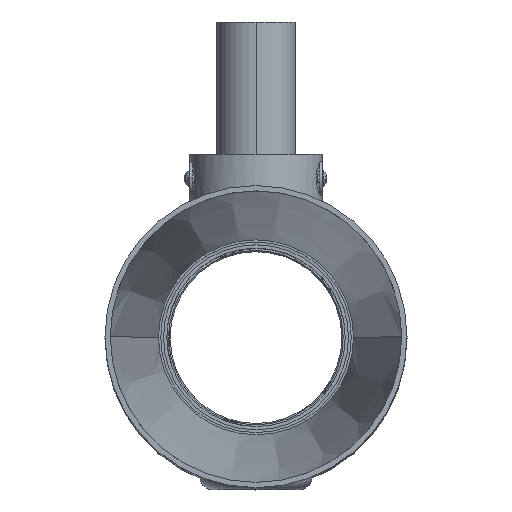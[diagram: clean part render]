
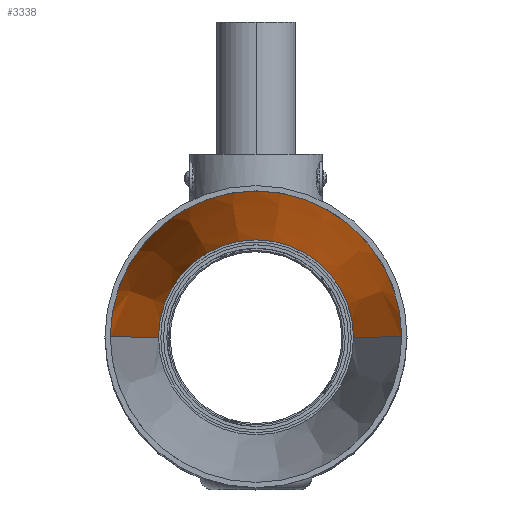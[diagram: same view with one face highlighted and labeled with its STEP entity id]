
A CAD part, top view. The second image highlights one B-rep face of the part: STEP entity #3338.
In plain terms, the highlighted conical face has half-angle 9.43 degrees and reference radius 36.05 mm.
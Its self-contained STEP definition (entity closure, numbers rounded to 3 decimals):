
#591 = EDGE_CURVE ( 'NONE', #22565, #37445, #36257, .T. ) ;
#2341 = CARTESIAN_POINT ( 'NONE',  ( 141.833, 100.904, 291.456 ) ) ;
#2767 = CARTESIAN_POINT ( 'NONE',  ( 142.189, 97.294, 291.456 ) ) ;
#3165 = CARTESIAN_POINT ( 'NONE',  ( 62.599, 143.256, 291.456 ) ) ;
#3338 = ADVANCED_FACE ( 'NONE', ( #10834 ), #39673, .F. ) ;
#4125 = DIRECTION ( 'NONE',  ( -0.164, 0., 0.986 ) ) ;
#4881 = DIRECTION ( 'NONE',  ( 1., 0., 0. ) ) ;
#5116 = EDGE_CURVE ( 'NONE', #32848, #9928, #40570, .T. ) ;
#5371 = AXIS2_PLACEMENT_3D ( 'NONE', #15586, #18683, #6553 ) ;
#5644 = CARTESIAN_POINT ( 'NONE',  ( 37.468, 118.125, 291.456 ) ) ;
#5846 = CARTESIAN_POINT ( 'NONE',  ( 34.705, 111.455, 291.456 ) ) ;
#6243 = CARTESIAN_POINT ( 'NONE',  ( 101.338, 147.071, 291.456 ) ) ;
#6553 = DIRECTION ( 'NONE',  ( 1., 0., 0. ) ) ;
#6994 = EDGE_CURVE ( 'NONE', #22565, #9928, #24063, .T. ) ;
#8636 = CARTESIAN_POINT ( 'NONE',  ( 50.158, 93.685, 181.456 ) ) ;
#9122 = CARTESIAN_POINT ( 'NONE',  ( 140.425, 107.984, 291.456 ) ) ;
#9545 = CARTESIAN_POINT ( 'NONE',  ( 111.478, 143.256, 291.456 ) ) ;
#9833 = CARTESIAN_POINT ( 'NONE',  ( 31.889, 93.685, 291.456 ) ) ;
#9927 = CARTESIAN_POINT ( 'NONE',  ( 142.189, 93.685, 291.456 ) ) ;
#9928 = VERTEX_POINT ( 'NONE', #9927 ) ;
#10351 = DIRECTION ( 'NONE',  ( 0.164, 0., 0.986 ) ) ;
#10834 = FACE_OUTER_BOUND ( 'NONE', #22864, .T. ) ;
#11803 = CARTESIAN_POINT ( 'NONE',  ( 45.489, 130.13, 291.456 ) ) ;
#12186 = ORIENTED_EDGE ( 'NONE', *, *, #5116, .F. ) ;
#12202 = CARTESIAN_POINT ( 'NONE',  ( 33.652, 107.984, 291.456 ) ) ;
#12231 = ORIENTED_EDGE ( 'NONE', *, *, #24630, .F. ) ;
#12604 = CARTESIAN_POINT ( 'NONE',  ( 32.244, 100.904, 291.456 ) ) ;
#12958 = LINE ( 'NONE', #19744, #36368 ) ;
#14876 = CARTESIAN_POINT ( 'NONE',  ( 142.189, 93.685, 291.456 ) ) ;
#15281 = CARTESIAN_POINT ( 'NONE',  ( 90.648, 148.835, 291.456 ) ) ;
#15586 = CARTESIAN_POINT ( 'NONE',  ( 87.039, 93.685, 181.456 ) ) ;
#15677 = CARTESIAN_POINT ( 'NONE',  ( 128.588, 130.13, 291.456 ) ) ;
#15868 = CARTESIAN_POINT ( 'NONE',  ( 123.919, 93.685, 181.456 ) ) ;
#16979 = DIRECTION ( 'NONE',  ( 0., 0., 1. ) ) ;
#17949 = CARTESIAN_POINT ( 'NONE',  ( 59.4, 141.546, 291.456 ) ) ;
#17971 = AXIS2_PLACEMENT_3D ( 'NONE', #36353, #16979, #4881 ) ;
#18355 = CARTESIAN_POINT ( 'NONE',  ( 39.178, 121.323, 291.456 ) ) ;
#18683 = DIRECTION ( 'NONE',  ( 0., 0., 1. ) ) ;
#19744 = CARTESIAN_POINT ( 'NONE',  ( 50.989, 93.685, 176.456 ) ) ;
#20984 = CARTESIAN_POINT ( 'NONE',  ( 123.089, 93.685, 176.456 ) ) ;
#21879 = CARTESIAN_POINT ( 'NONE',  ( 72.739, 147.071, 291.456 ) ) ;
#22073 = CARTESIAN_POINT ( 'NONE',  ( 114.677, 141.546, 291.456 ) ) ;
#22565 = VERTEX_POINT ( 'NONE', #15868 ) ;
#22864 = EDGE_LOOP ( 'NONE', ( #12231, #23928, #38901, #12186 ) ) ;
#23928 = ORIENTED_EDGE ( 'NONE', *, *, #591, .F. ) ;
#24063 = LINE ( 'NONE', #20984, #38655 ) ;
#24339 = CARTESIAN_POINT ( 'NONE',  ( 94.258, 148.479, 291.456 ) ) ;
#24547 = CARTESIAN_POINT ( 'NONE',  ( 31.889, 97.294, 291.456 ) ) ;
#24630 = EDGE_CURVE ( 'NONE', #37445, #32848, #12958, .T. ) ;
#24744 = CARTESIAN_POINT ( 'NONE',  ( 83.429, 148.835, 291.456 ) ) ;
#24944 = CARTESIAN_POINT ( 'NONE',  ( 31.889, 93.685, 291.456 ) ) ;
#28274 = CARTESIAN_POINT ( 'NONE',  ( 134.899, 121.323, 291.456 ) ) ;
#30606 = CARTESIAN_POINT ( 'NONE',  ( 136.609, 118.125, 291.456 ) ) ;
#31007 = CARTESIAN_POINT ( 'NONE',  ( 104.809, 146.018, 291.456 ) ) ;
#31410 = CARTESIAN_POINT ( 'NONE',  ( 50.594, 135.234, 291.456 ) ) ;
#32848 = VERTEX_POINT ( 'NONE', #9833 ) ;
#34462 = CARTESIAN_POINT ( 'NONE',  ( 79.82, 148.479, 291.456 ) ) ;
#34657 = CARTESIAN_POINT ( 'NONE',  ( 120.679, 137.535, 291.456 ) ) ;
#36257 = CIRCLE ( 'NONE', #5371, 36.88 ) ;
#36353 = CARTESIAN_POINT ( 'NONE',  ( 87.039, 93.685, 176.456 ) ) ;
#36368 = VECTOR ( 'NONE', #4125, 1000. ) ;
#36928 = CARTESIAN_POINT ( 'NONE',  ( 139.372, 111.455, 291.456 ) ) ;
#37137 = CARTESIAN_POINT ( 'NONE',  ( 123.483, 135.234, 291.456 ) ) ;
#37445 = VERTEX_POINT ( 'NONE', #8636 ) ;
#37536 = CARTESIAN_POINT ( 'NONE',  ( 43.188, 127.326, 291.456 ) ) ;
#37731 = CARTESIAN_POINT ( 'NONE',  ( 69.268, 146.018, 291.456 ) ) ;
#38655 = VECTOR ( 'NONE', #10351, 1000. ) ;
#38901 = ORIENTED_EDGE ( 'NONE', *, *, #6994, .T. ) ;
#39673 = CONICAL_SURFACE ( 'NONE', #17971, 36.05, 0.165 ) ;
#39992 = CARTESIAN_POINT ( 'NONE',  ( 130.889, 127.326, 291.456 ) ) ;
#40397 = CARTESIAN_POINT ( 'NONE',  ( 53.398, 137.535, 291.456 ) ) ;
#40570 = B_SPLINE_CURVE_WITH_KNOTS ( 'NONE', 3,
 ( #24944, #24547, #12604, #12202, #5846, #5644, #18355, #37536, #11803, #31410, #40397, #17949, #3165, #37731, #21879, #34462, #24744, #15281, #24339, #6243, #31007, #9545, #22073, #34657, #37137, #15677, #39992, #28274, #30606, #36928, #9122, #2341, #2767, #14876 ),
 .UNSPECIFIED., .F., .F.,
 ( 4, 2, 2, 2, 2, 2, 2, 2, 2, 2, 2, 2, 2, 2, 2, 2, 4 ),
 ( 0., 0.031, 0.063, 0.094, 0.125, 0.156, 0.188, 0.219, 0.25, 0.281, 0.313, 0.344, 0.375, 0.406, 0.438, 0.469, 0.5 ),
 .UNSPECIFIED. ) ;
